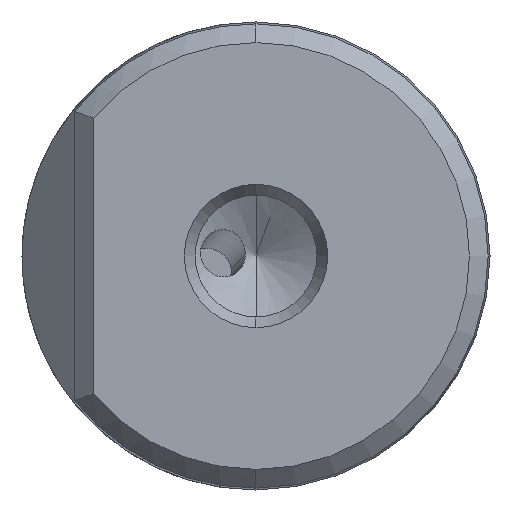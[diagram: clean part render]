
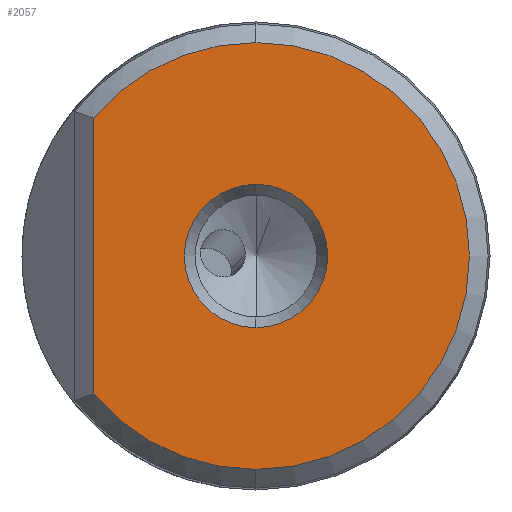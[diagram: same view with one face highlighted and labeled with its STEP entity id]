
A CAD part, left-side view. The second image highlights one B-rep face of the part: STEP entity #2057.
In plain terms, the highlighted planar face has unit normal (-1, 0, 0).
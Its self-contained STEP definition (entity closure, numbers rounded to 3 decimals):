
#34 = EDGE_CURVE ( 'NONE', #1623, #1777, #1804, .T. ) ;
#35 = EDGE_CURVE ( 'NONE', #1623, #1781, #1807, .T. ) ;
#196 = AXIS2_PLACEMENT_3D ( 'NONE', #1103, #1102, #1110 ) ;
#212 = AXIS2_PLACEMENT_3D ( 'NONE', #1239, #1240, #1242 ) ;
#222 = VERTEX_POINT ( 'NONE', #1198 ) ;
#255 = VERTEX_POINT ( 'NONE', #1291 ) ;
#260 = VERTEX_POINT ( 'NONE', #1243 ) ;
#276 = ORIENTED_EDGE ( 'NONE', *, *, #2075, .T. ) ;
#284 = ORIENTED_EDGE ( 'NONE', *, *, #1479, .F. ) ;
#286 = ORIENTED_EDGE ( 'NONE', *, *, #1435, .T. ) ;
#297 = ORIENTED_EDGE ( 'NONE', *, *, #35, .T. ) ;
#303 = ORIENTED_EDGE ( 'NONE', *, *, #1433, .F. ) ;
#327 = ORIENTED_EDGE ( 'NONE', *, *, #34, .F. ) ;
#391 = CIRCLE ( 'NONE', #1367, 3.827 ) ;
#393 = CIRCLE ( 'NONE', #1365, 11.4 ) ;
#439 = CIRCLE ( 'NONE', #1351, 3.827 ) ;
#585 = CARTESIAN_POINT ( 'NONE',  ( 0., 0., 0. ) ) ;
#722 = CARTESIAN_POINT ( 'NONE',  ( 0., 8.7, -7.367 ) ) ;
#728 = DIRECTION ( 'NONE',  ( 0., 0., 1. ) ) ;
#731 = DIRECTION ( 'NONE',  ( -1., 0., 0. ) ) ;
#753 = DIRECTION ( 'NONE',  ( 0., 0., 1. ) ) ;
#757 = DIRECTION ( 'NONE',  ( -1., 0., 0. ) ) ;
#760 = CARTESIAN_POINT ( 'NONE',  ( 0., 8.7, 7.367 ) ) ;
#764 = CARTESIAN_POINT ( 'NONE',  ( 0., 0., 0. ) ) ;
#768 = CARTESIAN_POINT ( 'NONE',  ( 0., 0., -11.4 ) ) ;
#1102 = DIRECTION ( 'NONE',  ( 1., 0., 0. ) ) ;
#1103 = CARTESIAN_POINT ( 'NONE',  ( 0., 0., 0. ) ) ;
#1106 = PLANE ( 'NONE',  #196 ) ;
#1110 = DIRECTION ( 'NONE',  ( 0., 0., -1. ) ) ;
#1198 = CARTESIAN_POINT ( 'NONE',  ( 0., 0., 11.4 ) ) ;
#1239 = CARTESIAN_POINT ( 'NONE',  ( 0., 0., 0. ) ) ;
#1240 = DIRECTION ( 'NONE',  ( -1., 0., 0. ) ) ;
#1242 = DIRECTION ( 'NONE',  ( 0., 0., 1. ) ) ;
#1243 = CARTESIAN_POINT ( 'NONE',  ( 0., 0., -3.827 ) ) ;
#1274 = DIRECTION ( 'NONE',  ( 0., 0., 1. ) ) ;
#1291 = CARTESIAN_POINT ( 'NONE',  ( 0., 0., 3.827 ) ) ;
#1297 = CARTESIAN_POINT ( 'NONE',  ( 0., 8.7, -15. ) ) ;
#1302 = DIRECTION ( 'NONE',  ( 0., 0., 1. ) ) ;
#1309 = DIRECTION ( 'NONE',  ( -1., 0., 0. ) ) ;
#1310 = CARTESIAN_POINT ( 'NONE',  ( 0., 0., 0. ) ) ;
#1351 = AXIS2_PLACEMENT_3D ( 'NONE', #1954, #1955, #1952 ) ;
#1365 = AXIS2_PLACEMENT_3D ( 'NONE', #585, #731, #728 ) ;
#1367 = AXIS2_PLACEMENT_3D ( 'NONE', #764, #757, #753 ) ;
#1393 = AXIS2_PLACEMENT_3D ( 'NONE', #1310, #1309, #1302 ) ;
#1433 = EDGE_CURVE ( 'NONE', #260, #255, #391, .T. ) ;
#1435 = EDGE_CURVE ( 'NONE', #222, #1777, #393, .T. ) ;
#1479 = EDGE_CURVE ( 'NONE', #255, #260, #439, .T. ) ;
#1613 = EDGE_LOOP ( 'NONE', ( #284, #303 ) ) ;
#1614 = EDGE_LOOP ( 'NONE', ( #297, #276, #286, #327 ) ) ;
#1623 = VERTEX_POINT ( 'NONE', #722 ) ;
#1777 = VERTEX_POINT ( 'NONE', #760 ) ;
#1781 = VERTEX_POINT ( 'NONE', #768 ) ;
#1804 = LINE ( 'NONE', #1297, #1809 ) ;
#1807 = CIRCLE ( 'NONE', #1393, 11.4 ) ;
#1809 = VECTOR ( 'NONE', #1274, 1000. ) ;
#1868 = FACE_BOUND ( 'NONE', #1613, .T. ) ;
#1873 = FACE_OUTER_BOUND ( 'NONE', #1614, .T. ) ;
#1888 = CIRCLE ( 'NONE', #212, 11.4 ) ;
#1952 = DIRECTION ( 'NONE',  ( 0., 0., 1. ) ) ;
#1954 = CARTESIAN_POINT ( 'NONE',  ( 0., 0., 0. ) ) ;
#1955 = DIRECTION ( 'NONE',  ( -1., 0., 0. ) ) ;
#2057 = ADVANCED_FACE ( 'NONE', ( #1873, #1868 ), #1106, .F. ) ;
#2075 = EDGE_CURVE ( 'NONE', #1781, #222, #1888, .T. ) ;
